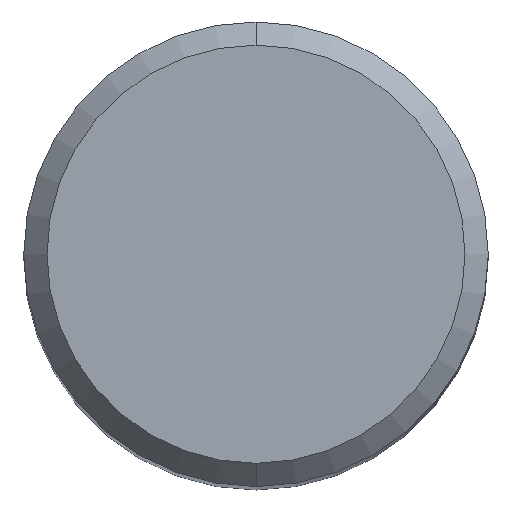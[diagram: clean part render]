
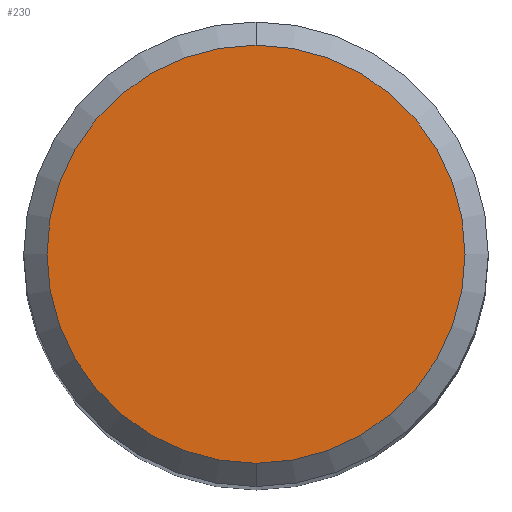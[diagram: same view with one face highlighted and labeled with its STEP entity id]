
A CAD part, top view. The second image highlights one B-rep face of the part: STEP entity #230.
In plain terms, the highlighted planar face has unit normal (0, 0, 1).
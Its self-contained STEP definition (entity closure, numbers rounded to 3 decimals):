
#230=ADVANCED_FACE('',(#537),#538,.T.);
#232=VERTEX_POINT('',#540);
#266=EDGE_CURVE('',#382,#232,#577,.T.);
#382=VERTEX_POINT('',#709);
#388=EDGE_CURVE('',#232,#382,#716,.T.);
#537=FACE_OUTER_BOUND('',#917,.T.);
#538=PLANE('',#918);
#540=CARTESIAN_POINT('',(0.,-7.2,0.0));
#577=CIRCLE('',#1076,7.2);
#709=CARTESIAN_POINT('',(0.0,7.2,0.0));
#716=CIRCLE('',#1318,7.2);
#917=EDGE_LOOP('',(#1555,#1556));
#918=AXIS2_PLACEMENT_3D('',#1557,#1558,#1559);
#1076=AXIS2_PLACEMENT_3D('',#1593,#1594,#1595);
#1318=AXIS2_PLACEMENT_3D('',#1783,#1784,#1785);
#1555=ORIENTED_EDGE('',*,*,#266,.F.);
#1556=ORIENTED_EDGE('',*,*,#388,.F.);
#1557=CARTESIAN_POINT('',(0.0,3.6,0.0));
#1558=DIRECTION('',(-0.0,0.0,1.0));
#1559=DIRECTION('',(0.0,-1.0,0.0));
#1593=CARTESIAN_POINT('',(0.0,0.0,0.0));
#1594=DIRECTION('',(0.0,0.0,-1.0));
#1595=DIRECTION('',(0.0,1.0,0.0));
#1783=CARTESIAN_POINT('',(0.0,0.0,0.0));
#1784=DIRECTION('',(0.0,0.0,-1.0));
#1785=DIRECTION('',(0.0,1.0,0.0));
